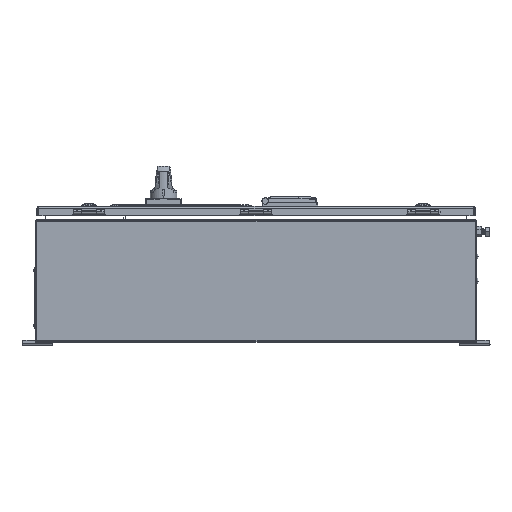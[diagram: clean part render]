
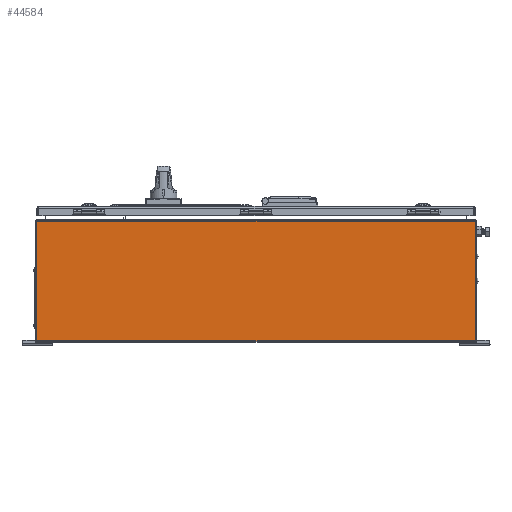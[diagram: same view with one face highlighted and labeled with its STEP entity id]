
A CAD part, left-side view. The second image highlights one B-rep face of the part: STEP entity #44584.
In plain terms, the highlighted planar face has unit normal (-1, 0, 0).
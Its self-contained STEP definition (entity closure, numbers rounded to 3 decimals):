
#506 = DIRECTION ( 'NONE',  ( 0., 1., 0. ) ) ;
#4473 = EDGE_CURVE ( 'NONE', #20692, #21185, #25505, .T. ) ;
#5699 = VERTEX_POINT ( 'NONE', #47662 ) ;
#6603 = LINE ( 'NONE', #33363, #34420 ) ;
#9119 = VECTOR ( 'NONE', #53552, 1000. ) ;
#11450 = CARTESIAN_POINT ( 'NONE',  ( 614.586, 1440.701, 1279.137 ) ) ;
#11930 = DIRECTION ( 'NONE',  ( 0., 0., -1. ) ) ;
#12090 = ORIENTED_EDGE ( 'NONE', *, *, #43733, .F. ) ;
#12821 = DIRECTION ( 'NONE',  ( 0., 1., 0. ) ) ;
#13837 = ORIENTED_EDGE ( 'NONE', *, *, #4473, .F. ) ;
#14469 = VERTEX_POINT ( 'NONE', #42438 ) ;
#19768 = ORIENTED_EDGE ( 'NONE', *, *, #57775, .F. ) ;
#20692 = VERTEX_POINT ( 'NONE', #44925 ) ;
#21185 = VERTEX_POINT ( 'NONE', #23165 ) ;
#23165 = CARTESIAN_POINT ( 'NONE',  ( 614.586, 530.873, 1154.651 ) ) ;
#25505 = LINE ( 'NONE', #53132, #39137 ) ;
#26739 = LINE ( 'NONE', #41421, #43358 ) ;
#31823 = EDGE_LOOP ( 'NONE', ( #39185, #19768, #13837, #12090 ) ) ;
#33363 = CARTESIAN_POINT ( 'NONE',  ( 614.586, 985.787, 1403.622 ) ) ;
#34420 = VECTOR ( 'NONE', #43819, 1000. ) ;
#35082 = DIRECTION ( 'NONE',  ( 1., 0., 0. ) ) ;
#35954 = FACE_OUTER_BOUND ( 'NONE', #31823, .T. ) ;
#39137 = VECTOR ( 'NONE', #11930, 1000. ) ;
#39185 = ORIENTED_EDGE ( 'NONE', *, *, #51362, .F. ) ;
#39577 = PLANE ( 'NONE',  #41193 ) ;
#41193 = AXIS2_PLACEMENT_3D ( 'NONE', #49187, #35082, #12821 ) ;
#41421 = CARTESIAN_POINT ( 'NONE',  ( 614.586, 985.787, 1154.651 ) ) ;
#42438 = CARTESIAN_POINT ( 'NONE',  ( 614.586, 1440.701, 1403.622 ) ) ;
#43358 = VECTOR ( 'NONE', #506, 1000. ) ;
#43733 = EDGE_CURVE ( 'NONE', #14469, #20692, #6603, .T. ) ;
#43819 = DIRECTION ( 'NONE',  ( 0., -1., 0. ) ) ;
#43895 = LINE ( 'NONE', #11450, #9119 ) ;
#44584 = ADVANCED_FACE ( 'NONE', ( #35954 ), #39577, .F. ) ;
#44925 = CARTESIAN_POINT ( 'NONE',  ( 614.586, 530.873, 1403.622 ) ) ;
#47662 = CARTESIAN_POINT ( 'NONE',  ( 614.586, 1440.701, 1154.651 ) ) ;
#49187 = CARTESIAN_POINT ( 'NONE',  ( 614.586, 985.787, 1279.137 ) ) ;
#51362 = EDGE_CURVE ( 'NONE', #5699, #14469, #43895, .T. ) ;
#53132 = CARTESIAN_POINT ( 'NONE',  ( 614.586, 530.873, 1279.137 ) ) ;
#53552 = DIRECTION ( 'NONE',  ( 0., 0., 1. ) ) ;
#57775 = EDGE_CURVE ( 'NONE', #21185, #5699, #26739, .T. ) ;
